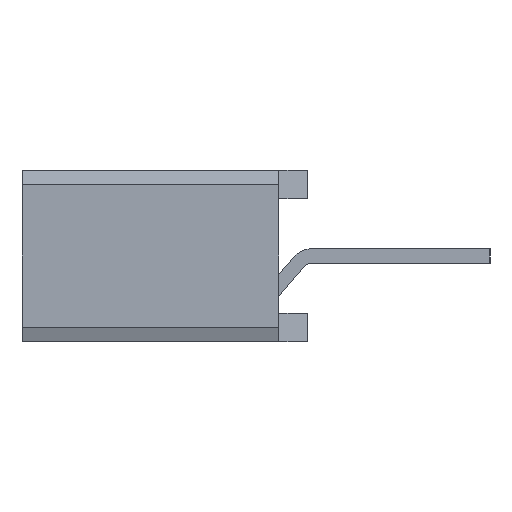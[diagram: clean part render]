
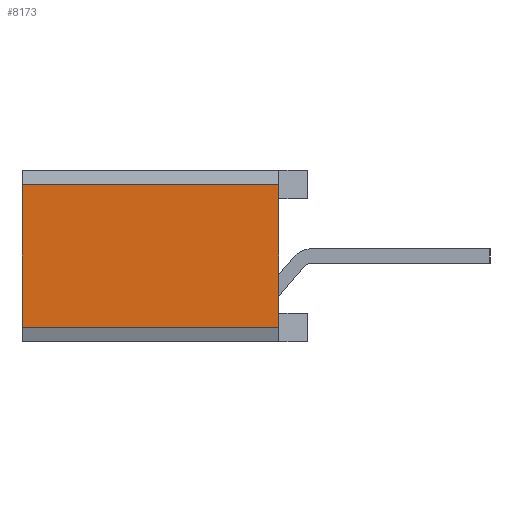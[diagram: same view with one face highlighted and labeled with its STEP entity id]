
A CAD part, left-side view. The second image highlights one B-rep face of the part: STEP entity #8173.
In plain terms, the highlighted planar face has unit normal (-1, 0, 0).
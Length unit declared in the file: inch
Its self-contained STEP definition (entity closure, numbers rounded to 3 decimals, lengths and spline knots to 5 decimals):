
#461=ORIENTED_EDGE('',*,*,#2794,.T.);
#462=ORIENTED_EDGE('',*,*,#2795,.T.);
#463=ORIENTED_EDGE('',*,*,#2796,.T.);
#464=ORIENTED_EDGE('',*,*,#2797,.F.);
#2794=EDGE_CURVE('',#3939,#3940,#4774,.T.);
#2795=EDGE_CURVE('',#3940,#3941,#4775,.T.);
#2796=EDGE_CURVE('',#3941,#3942,#4776,.T.);
#2797=EDGE_CURVE('',#3939,#3942,#4777,.T.);
#3939=VERTEX_POINT('',#11835);
#3940=VERTEX_POINT('',#11836);
#3941=VERTEX_POINT('',#11838);
#3942=VERTEX_POINT('',#11840);
#4774=LINE('',#11834,#5914);
#4775=LINE('',#11837,#5915);
#4776=LINE('',#11839,#5916);
#4777=LINE('',#11841,#5917);
#5914=VECTOR('',#9516,39.37008);
#5915=VECTOR('',#9517,39.37008);
#5916=VECTOR('',#9518,39.37008);
#5917=VECTOR('',#9519,39.37008);
#6811=EDGE_LOOP('',(#461,#462,#463,#464));
#7285=FACE_BOUND('',#6811,.T.);
#7759=PLANE('',#8648);
#8173=ADVANCED_FACE('',(#7285),#7759,.F.);
#8648=AXIS2_PLACEMENT_3D('',#11833,#9514,#9515);
#9514=DIRECTION('',(1.,0.,0.));
#9515=DIRECTION('',(0.,0.,-1.));
#9516=DIRECTION('',(0.,-1.,0.));
#9517=DIRECTION('',(0.,0.,1.));
#9518=DIRECTION('',(0.,1.,0.));
#9519=DIRECTION('',(0.,0.,1.));
#11833=CARTESIAN_POINT('',(-0.6,0.2,-0.06));
#11834=CARTESIAN_POINT('',(-0.6,0.2,-0.05));
#11835=CARTESIAN_POINT('',(-0.6,0.2,-0.05));
#11836=CARTESIAN_POINT('',(-0.6,0.02,-0.05));
#11837=CARTESIAN_POINT('',(-0.6,0.02,-0.04));
#11838=CARTESIAN_POINT('',(-0.6,0.02,0.05));
#11839=CARTESIAN_POINT('',(-0.6,0.2,0.05));
#11840=CARTESIAN_POINT('',(-0.6,0.2,0.05));
#11841=CARTESIAN_POINT('',(-0.6,0.2,-0.06));
